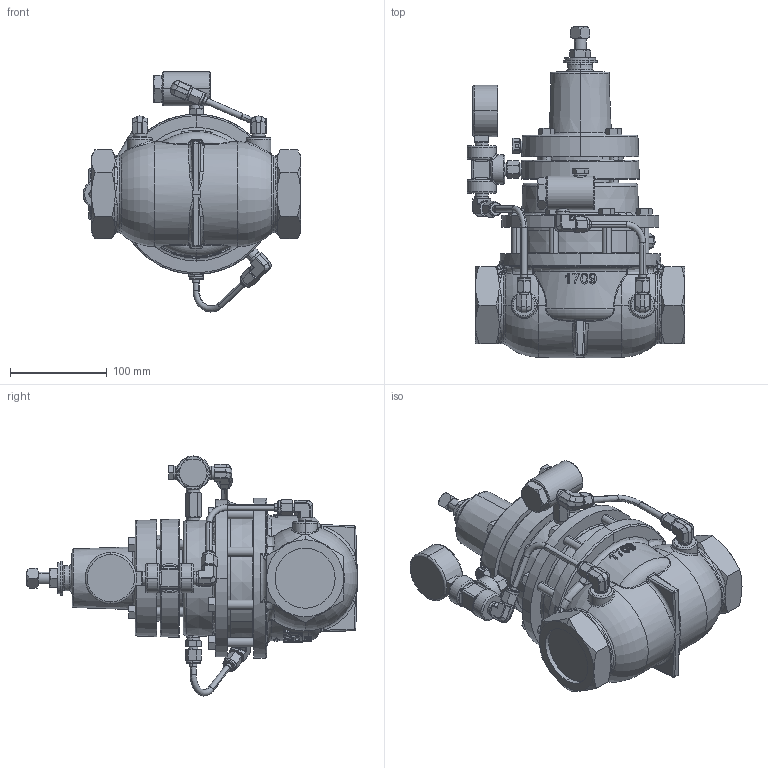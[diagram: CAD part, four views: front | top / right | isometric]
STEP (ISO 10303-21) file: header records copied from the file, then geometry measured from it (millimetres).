
FILE_DESCRIPTION (( 'STEP AP203' ), '1' );
FILE_NAME ('2 INCH 230 SGT PR D (ABU).STEP', '2014-12-03T20:19:45', ( 'PCTech' ), ( 'Microsoft' ), 'SwSTEP 2.0', 'SolidWorks 2014', '' );
FILE_SCHEMA (( 'CONFIG_CONTROL_DESIGN' ));
Length unit declared in the file: inch
Products named in the file (1): 2 INCH 230 SGT PR D (ABU)
Bounding box: 224.52 x 341.27 x 247.54 mm (x, y, z)
Volume: 3835590.4 mm3; surface area: 298186.4 mm2
Topology: 1 solids, 8 shells, 3303 faces, 8458 edges, 5361 vertices
Faces by surface type: plane 1496, bspline 781, cylinder 565, cone 318, torus 131, sphere 12
Entity records: 148624 total; most frequent: CARTESIAN_POINT 74524, ORIENTED_EDGE 16810, DIRECTION 13077, EDGE_CURVE 8405, VERTEX_POINT 5361, AXIS2_PLACEMENT_3D 4442, LINE 4193, VECTOR 4193
